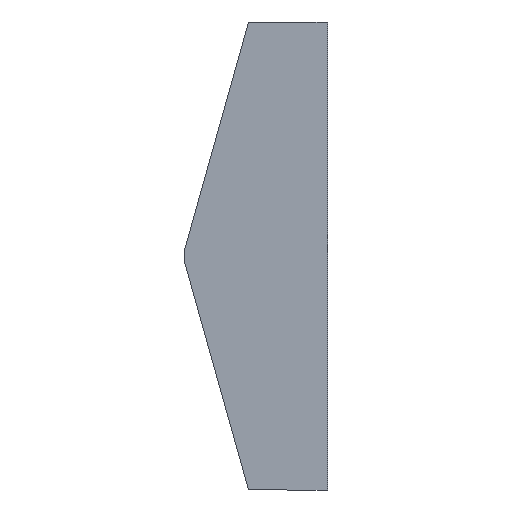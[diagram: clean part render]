
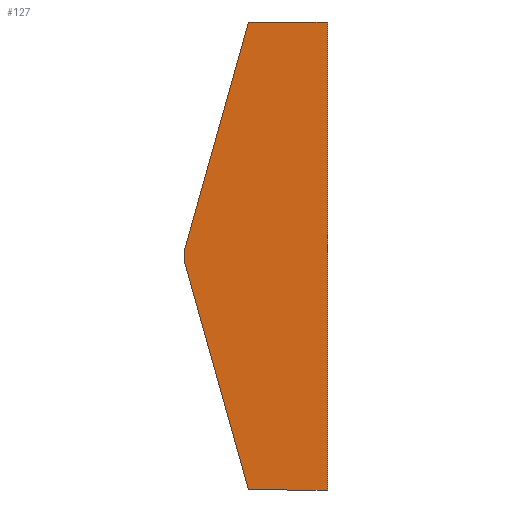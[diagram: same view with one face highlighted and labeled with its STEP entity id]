
A CAD part, front view. The second image highlights one B-rep face of the part: STEP entity #127.
In plain terms, the highlighted planar face has unit normal (0, -1, 0).
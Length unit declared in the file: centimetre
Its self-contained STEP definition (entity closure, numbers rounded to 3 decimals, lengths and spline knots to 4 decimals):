
#2 = VECTOR ( 'NONE', #307, 100. ) ;
#16 = VECTOR ( 'NONE', #335, 100. ) ;
#19 = VECTOR ( 'NONE', #277, 100. ) ;
#22 = CARTESIAN_POINT ( 'NONE',  ( 18.3866, 0.2, -20.754 ) ) ;
#23 = LINE ( 'NONE', #274, #19 ) ;
#25 = LINE ( 'NONE', #175, #101 ) ;
#37 = EDGE_CURVE ( 'NONE', #186, #314, #138, .T. ) ;
#52 = VERTEX_POINT ( 'NONE', #312 ) ;
#60 = ORIENTED_EDGE ( 'NONE', *, *, #72, .F. ) ;
#70 = VECTOR ( 'NONE', #291, 100. ) ;
#72 = EDGE_CURVE ( 'NONE', #84, #142, #185, .T. ) ;
#83 = CARTESIAN_POINT ( 'NONE',  ( 18.3866, 0.2, -20.754 ) ) ;
#84 = VERTEX_POINT ( 'NONE', #110 ) ;
#100 = EDGE_CURVE ( 'NONE', #314, #52, #25, .T. ) ;
#101 = VECTOR ( 'NONE', #135, 100. ) ;
#103 = EDGE_CURVE ( 'NONE', #142, #317, #161, .T. ) ;
#110 = CARTESIAN_POINT ( 'NONE',  ( 11.1626, 0.2, 22.254 ) ) ;
#116 = PLANE ( 'NONE',  #181 ) ;
#127 = ADVANCED_FACE ( 'NONE', ( #285 ), #116, .T. ) ;
#135 = DIRECTION ( 'NONE',  ( 0., 0., 1. ) ) ;
#138 = LINE ( 'NONE', #144, #206 ) ;
#139 = ORIENTED_EDGE ( 'NONE', *, *, #200, .F. ) ;
#142 = VERTEX_POINT ( 'NONE', #260 ) ;
#144 = CARTESIAN_POINT ( 'NONE',  ( 11.1626, 0.2, -20.754 ) ) ;
#161 = LINE ( 'NONE', #167, #2 ) ;
#167 = CARTESIAN_POINT ( 'NONE',  ( 18.3866, 0.2, 0.3 ) ) ;
#172 = ORIENTED_EDGE ( 'NONE', *, *, #37, .F. ) ;
#175 = CARTESIAN_POINT ( 'NONE',  ( 5.2466, 0.2, 0.3 ) ) ;
#181 = AXIS2_PLACEMENT_3D ( 'NONE', #338, #275, #216 ) ;
#185 = LINE ( 'NONE', #245, #16 ) ;
#186 = VERTEX_POINT ( 'NONE', #212 ) ;
#191 = LINE ( 'NONE', #83, #70 ) ;
#192 = ORIENTED_EDGE ( 'NONE', *, *, #100, .F. ) ;
#200 = EDGE_CURVE ( 'NONE', #317, #186, #191, .T. ) ;
#206 = VECTOR ( 'NONE', #232, 100. ) ;
#212 = CARTESIAN_POINT ( 'NONE',  ( 11.1626, 0.2, -20.754 ) ) ;
#216 = DIRECTION ( 'NONE',  ( 0., 0., -1. ) ) ;
#232 = DIRECTION ( 'NONE',  ( -0.271, 0., 0.963 ) ) ;
#245 = CARTESIAN_POINT ( 'NONE',  ( 18.3866, 0.2, 22.254 ) ) ;
#248 = ORIENTED_EDGE ( 'NONE', *, *, #324, .F. ) ;
#257 = CARTESIAN_POINT ( 'NONE',  ( 5.2466, 0.2, 0.3 ) ) ;
#260 = CARTESIAN_POINT ( 'NONE',  ( 18.3866, 0.2, 22.254 ) ) ;
#268 = ORIENTED_EDGE ( 'NONE', *, *, #103, .F. ) ;
#274 = CARTESIAN_POINT ( 'NONE',  ( 11.1626, 0.2, 22.254 ) ) ;
#275 = DIRECTION ( 'NONE',  ( 0., -1., 0. ) ) ;
#277 = DIRECTION ( 'NONE',  ( 0.271, 0., 0.963 ) ) ;
#285 = FACE_OUTER_BOUND ( 'NONE', #339, .T. ) ;
#291 = DIRECTION ( 'NONE',  ( -1., 0., 0. ) ) ;
#307 = DIRECTION ( 'NONE',  ( 0., 0., -1. ) ) ;
#312 = CARTESIAN_POINT ( 'NONE',  ( 5.2466, 0.2, 1.2 ) ) ;
#314 = VERTEX_POINT ( 'NONE', #257 ) ;
#317 = VERTEX_POINT ( 'NONE', #22 ) ;
#324 = EDGE_CURVE ( 'NONE', #52, #84, #23, .T. ) ;
#335 = DIRECTION ( 'NONE',  ( 1., 0., 0. ) ) ;
#338 = CARTESIAN_POINT ( 'NONE',  ( 5.2466, 0.2, 0.3 ) ) ;
#339 = EDGE_LOOP ( 'NONE', ( #192, #172, #139, #268, #60, #248 ) ) ;
